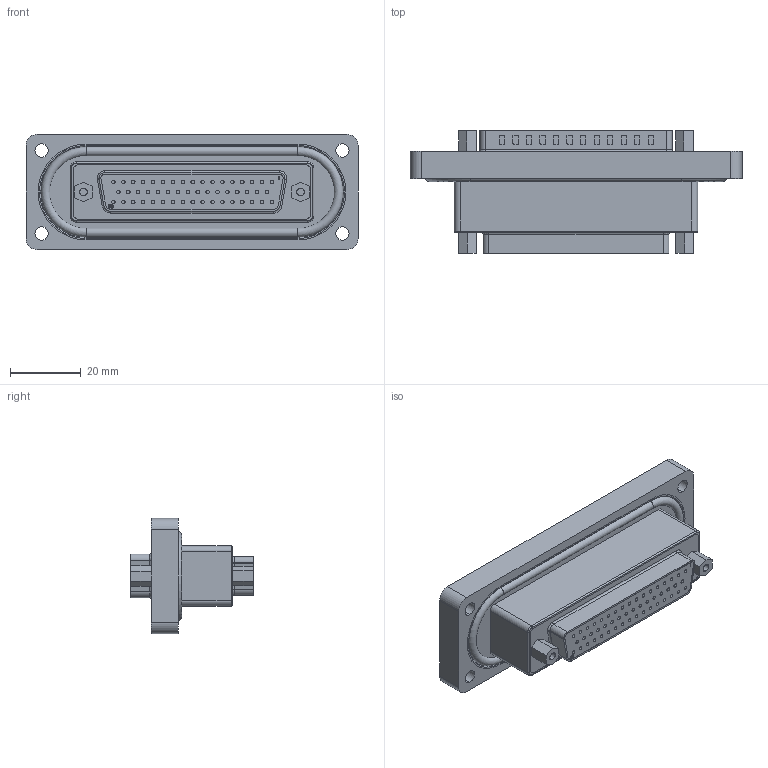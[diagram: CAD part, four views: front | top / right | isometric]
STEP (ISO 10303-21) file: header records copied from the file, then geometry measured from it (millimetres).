
FILE_DESCRIPTION (( 'STEP AP214' ), '1' );
FILE_NAME ('CCSD50F-S1P1.STEP', '2013-12-04T14:04:07', ( '' ), ( '' ), 'SwSTEP 2.0', 'SolidWorks 2012', '' );
FILE_SCHEMA (( 'AUTOMOTIVE_DESIGN' ));
Length unit declared in the file: inch
Products named in the file (1): CCSD50F-S1P1
Bounding box: 93.6 x 34.65 x 32.51 mm (x, y, z)
Volume: 53679.7 mm3; surface area: 29239.6 mm2
Topology: 9 solids, 9 shells, 1938 faces, 4543 edges, 2797 vertices
Faces by surface type: plane 942, cylinder 849, bspline 121, torus 23, cone 3
Entity records: 84842 total; most frequent: CARTESIAN_POINT 14806, DIRECTION 9722, ORIENTED_EDGE 8886, EDGE_CURVE 4443, AXIS2_PLACEMENT_3D 3568, VERTEX_POINT 2797, LINE 2586, VECTOR 2586
